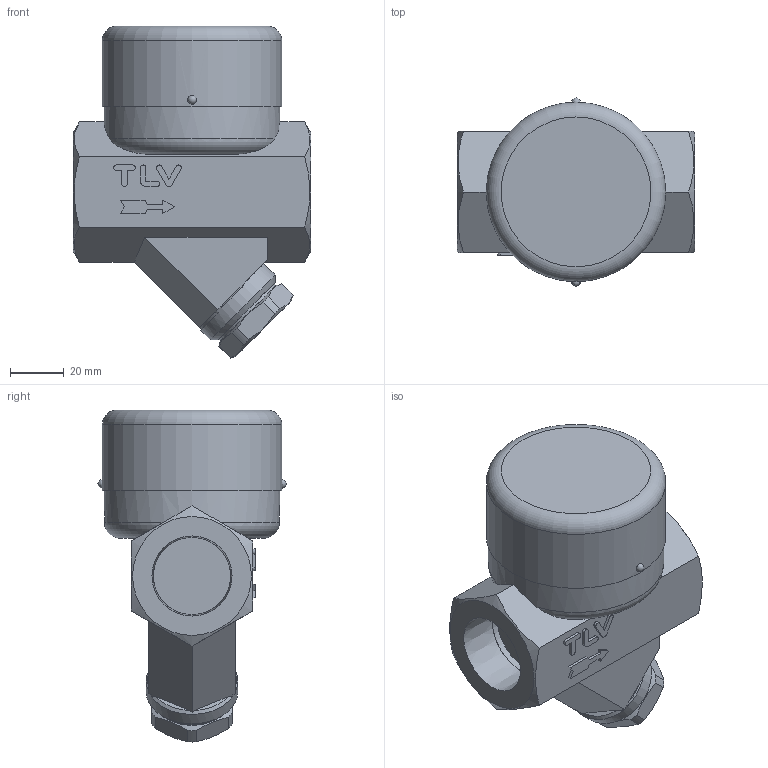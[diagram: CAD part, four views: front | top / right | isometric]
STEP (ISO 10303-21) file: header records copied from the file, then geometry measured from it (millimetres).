
FILE_DESCRIPTION((''),'2;1');
FILE_NAME('a46sw-025-screw-00.stp','2010-06-10T16:40:14',('nakaot'),(''),'Autodesk Inventor 2008','Autodesk Inventor 2008','');
FILE_SCHEMA(('AUTOMOTIVE_DESIGN { 1 0 10303 214 1 1 1 1 }'));
Length unit declared in the file: millimetre
Products named in the file (1): a46sw-025-screw-00
Bounding box: 88 x 69.69 x 123.01 mm (x, y, z)
Volume: 310403.1 mm3; surface area: 34324.5 mm2
Topology: 1 solids, 1 shells, 103 faces, 268 edges, 176 vertices
Faces by surface type: plane 64, cylinder 20, cone 8, bspline 7, torus 3, sphere 1
Full cylindrical faces by diameter (mm): 28.575 x1, 29 x1, 34 x1, 65 x1, 66.5 x1
Entity records: 3359 total; most frequent: CARTESIAN_POINT 979, ORIENTED_EDGE 490, DIRECTION 467, EDGE_CURVE 245, VERTEX_POINT 171, AXIS2_PLACEMENT_3D 165, VECTOR 137, LINE 137
